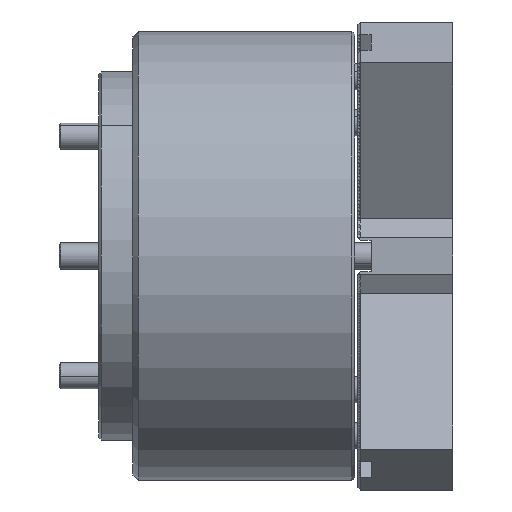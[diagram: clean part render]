
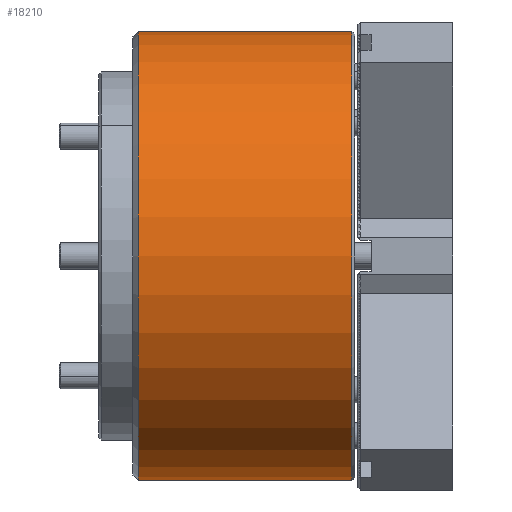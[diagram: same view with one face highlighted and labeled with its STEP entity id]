
A CAD part, front view. The second image highlights one B-rep face of the part: STEP entity #18210.
In plain terms, the highlighted cylindrical face has radius 85 mm (diameter 170 mm), a partial arc.
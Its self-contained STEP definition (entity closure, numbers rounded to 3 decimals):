
#1393 = AXIS2_PLACEMENT_3D ( 'NONE', #12681, #1767, #14525 ) ;
#1402 = DIRECTION ( 'NONE',  ( 1., 0., 0. ) ) ;
#1409 = AXIS2_PLACEMENT_3D ( 'NONE', #13474, #11540, #9792 ) ;
#1767 = DIRECTION ( 'NONE',  ( 1., 0., 0. ) ) ;
#2731 = VERTEX_POINT ( 'NONE', #16794 ) ;
#3173 = VERTEX_POINT ( 'NONE', #9880 ) ;
#3268 = VERTEX_POINT ( 'NONE', #15467 ) ;
#4040 = CARTESIAN_POINT ( 'NONE',  ( 139.629, 0., 85. ) ) ;
#4269 = CYLINDRICAL_SURFACE ( 'NONE', #1409, 85. ) ;
#4814 = CIRCLE ( 'NONE', #11119, 85. ) ;
#6032 = DIRECTION ( 'NONE',  ( 1., 0., 0. ) ) ;
#9792 = DIRECTION ( 'NONE',  ( 0., 0., -1. ) ) ;
#9880 = CARTESIAN_POINT ( 'NONE',  ( 2., 0., 85. ) ) ;
#10167 = ORIENTED_EDGE ( 'NONE', *, *, #22562, .T. ) ;
#10447 = EDGE_CURVE ( 'NONE', #3173, #3268, #18825, .T. ) ;
#10500 = CARTESIAN_POINT ( 'NONE',  ( 139.629, 0., -85. ) ) ;
#11119 = AXIS2_PLACEMENT_3D ( 'NONE', #17010, #6032, #18821 ) ;
#11540 = DIRECTION ( 'NONE',  ( 1., 0., 0. ) ) ;
#12368 = LINE ( 'NONE', #10500, #17291 ) ;
#12681 = CARTESIAN_POINT ( 'NONE',  ( 2., 0., 0. ) ) ;
#13474 = CARTESIAN_POINT ( 'NONE',  ( 139.629, 0., 0. ) ) ;
#14207 = CARTESIAN_POINT ( 'NONE',  ( 2., 0., -85. ) ) ;
#14525 = DIRECTION ( 'NONE',  ( 0., 0., -1. ) ) ;
#14561 = FACE_OUTER_BOUND ( 'NONE', #21295, .T. ) ;
#15467 = CARTESIAN_POINT ( 'NONE',  ( 83., 0., 85. ) ) ;
#16001 = EDGE_CURVE ( 'NONE', #22458, #2731, #12368, .T. ) ;
#16693 = CIRCLE ( 'NONE', #1393, 85. ) ;
#16794 = CARTESIAN_POINT ( 'NONE',  ( 83., 0., -85. ) ) ;
#17010 = CARTESIAN_POINT ( 'NONE',  ( 83., 0., 0. ) ) ;
#17291 = VECTOR ( 'NONE', #1402, 1000. ) ;
#18210 = ADVANCED_FACE ( 'NONE', ( #14561 ), #4269, .T. ) ;
#18398 = ORIENTED_EDGE ( 'NONE', *, *, #18684, .F. ) ;
#18684 = EDGE_CURVE ( 'NONE', #3268, #2731, #4814, .T. ) ;
#18776 = DIRECTION ( 'NONE',  ( 1., 0., 0. ) ) ;
#18821 = DIRECTION ( 'NONE',  ( 0., 0., -1. ) ) ;
#18825 = LINE ( 'NONE', #4040, #23114 ) ;
#21295 = EDGE_LOOP ( 'NONE', ( #21877, #10167, #21718, #18398 ) ) ;
#21718 = ORIENTED_EDGE ( 'NONE', *, *, #16001, .T. ) ;
#21877 = ORIENTED_EDGE ( 'NONE', *, *, #10447, .F. ) ;
#22458 = VERTEX_POINT ( 'NONE', #14207 ) ;
#22562 = EDGE_CURVE ( 'NONE', #3173, #22458, #16693, .T. ) ;
#23114 = VECTOR ( 'NONE', #18776, 1000. ) ;
